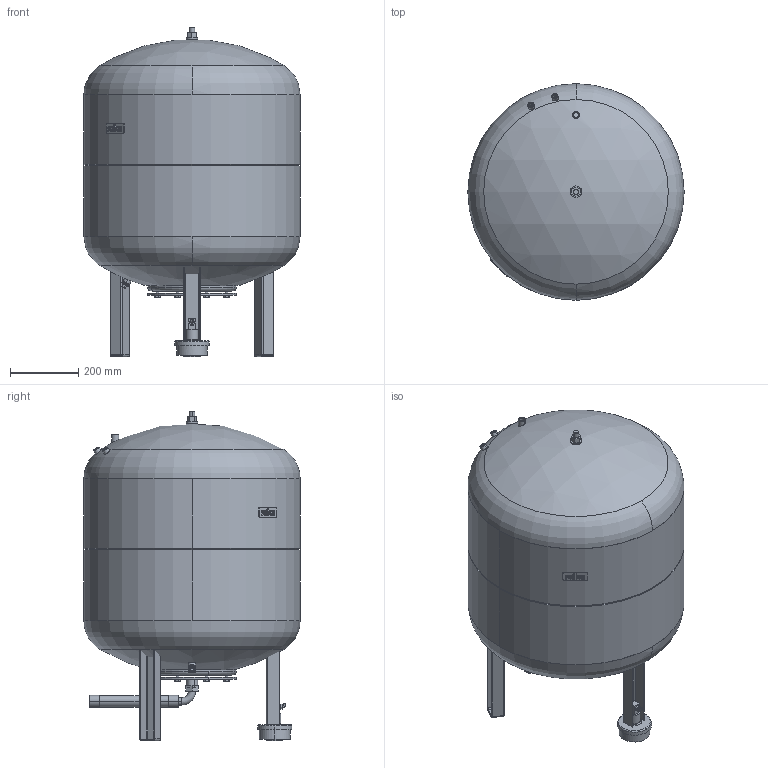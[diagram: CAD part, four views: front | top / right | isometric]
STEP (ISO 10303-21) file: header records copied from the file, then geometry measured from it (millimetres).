
FILE_DESCRIPTION((''),'2;1');
FILE_NAME('3d_RG200_6bar-7799100.stp','2009-12-30T07:28:35',(''),(''),'Mechanical Desktop 2008','Mechanical Desktop 2008',', , ');
FILE_SCHEMA(('CONFIG_CONTROL_DESIGN'));
Length unit declared in the file: millimetre
Products named in the file (1): Product
Bounding box: 634 x 634 x 965 mm (x, y, z)
Volume: 199930588.8 mm3; surface area: 3488075.7 mm2
Topology: 20 solids, 20 shells, 560 faces, 1328 edges, 838 vertices
Faces by surface type: plane 304, cylinder 175, cone 36, torus 28, sphere 11, bspline 6
Entity records: 16853 total; most frequent: CARTESIAN_POINT 3520, DIRECTION 2883, ORIENTED_EDGE 2634, EDGE_CURVE 1317, AXIS2_PLACEMENT_3D 1040, VERTEX_POINT 838, VECTOR 803, LINE 803
